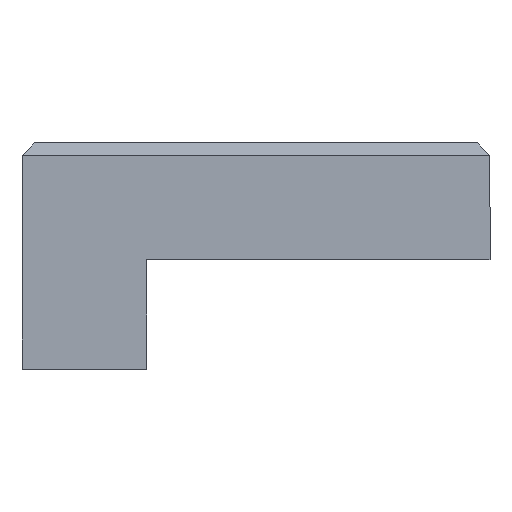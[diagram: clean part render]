
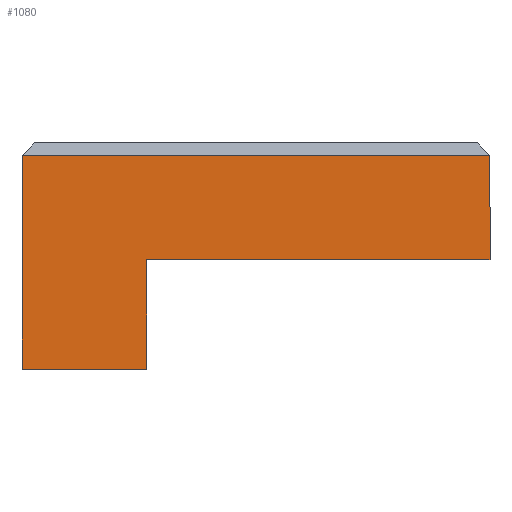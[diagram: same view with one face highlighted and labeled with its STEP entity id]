
A CAD part, left-side view. The second image highlights one B-rep face of the part: STEP entity #1080.
In plain terms, the highlighted planar face has unit normal (-1, 0, 0).
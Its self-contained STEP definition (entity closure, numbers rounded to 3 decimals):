
#2 = LINE ( 'NONE', #927, #1201 ) ;
#38 = DIRECTION ( 'NONE',  ( 0., 0., 1. ) ) ;
#41 = LINE ( 'NONE', #628, #662 ) ;
#56 = CARTESIAN_POINT ( 'NONE',  ( -184., 4., 7.25 ) ) ;
#87 = CARTESIAN_POINT ( 'NONE',  ( -184., 7.5, 7.25 ) ) ;
#97 = VERTEX_POINT ( 'NONE', #1178 ) ;
#123 = CARTESIAN_POINT ( 'NONE',  ( -184., 7.5, 7.25 ) ) ;
#156 = VERTEX_POINT ( 'NONE', #1196 ) ;
#171 = EDGE_CURVE ( 'NONE', #97, #565, #41, .T. ) ;
#175 = VECTOR ( 'NONE', #907, 1000. ) ;
#176 = ORIENTED_EDGE ( 'NONE', *, *, #746, .T. ) ;
#244 = ORIENTED_EDGE ( 'NONE', *, *, #367, .F. ) ;
#247 = VECTOR ( 'NONE', #669, 1000. ) ;
#255 = CARTESIAN_POINT ( 'NONE',  ( -184., 7.5, 3.75 ) ) ;
#294 = LINE ( 'NONE', #87, #247 ) ;
#312 = ORIENTED_EDGE ( 'NONE', *, *, #171, .F. ) ;
#326 = EDGE_CURVE ( 'NONE', #156, #496, #912, .T. ) ;
#344 = VERTEX_POINT ( 'NONE', #586 ) ;
#367 = EDGE_CURVE ( 'NONE', #880, #344, #982, .T. ) ;
#393 = FACE_OUTER_BOUND ( 'NONE', #961, .T. ) ;
#496 = VERTEX_POINT ( 'NONE', #1009 ) ;
#504 = AXIS2_PLACEMENT_3D ( 'NONE', #123, #1143, #858 ) ;
#552 = ORIENTED_EDGE ( 'NONE', *, *, #326, .T. ) ;
#565 = VERTEX_POINT ( 'NONE', #56 ) ;
#586 = CARTESIAN_POINT ( 'NONE',  ( -184., 0., 0.4 ) ) ;
#587 = PLANE ( 'NONE',  #504 ) ;
#628 = CARTESIAN_POINT ( 'NONE',  ( -184., 4., 3.75 ) ) ;
#635 = CARTESIAN_POINT ( 'NONE',  ( -184., 0., 7.25 ) ) ;
#652 = EDGE_CURVE ( 'NONE', #880, #565, #294, .T. ) ;
#662 = VECTOR ( 'NONE', #38, 1000. ) ;
#669 = DIRECTION ( 'NONE',  ( 0., 1., 0. ) ) ;
#746 = EDGE_CURVE ( 'NONE', #97, #156, #913, .T. ) ;
#858 = DIRECTION ( 'NONE',  ( 0., 0., -1. ) ) ;
#868 = CARTESIAN_POINT ( 'NONE',  ( -184., 0., 7.25 ) ) ;
#880 = VERTEX_POINT ( 'NONE', #635 ) ;
#881 = DIRECTION ( 'NONE',  ( 0., 0., -1. ) ) ;
#907 = DIRECTION ( 'NONE',  ( 0., 1., 0. ) ) ;
#912 = LINE ( 'NONE', #1081, #959 ) ;
#913 = LINE ( 'NONE', #255, #175 ) ;
#927 = CARTESIAN_POINT ( 'NONE',  ( -184., 7.5, 0.4 ) ) ;
#935 = ORIENTED_EDGE ( 'NONE', *, *, #983, .T. ) ;
#959 = VECTOR ( 'NONE', #881, 1000. ) ;
#961 = EDGE_LOOP ( 'NONE', ( #552, #935, #244, #992, #312, #176 ) ) ;
#982 = LINE ( 'NONE', #868, #1018 ) ;
#983 = EDGE_CURVE ( 'NONE', #496, #344, #2, .T. ) ;
#992 = ORIENTED_EDGE ( 'NONE', *, *, #652, .T. ) ;
#1009 = CARTESIAN_POINT ( 'NONE',  ( -184., 15., 0.4 ) ) ;
#1018 = VECTOR ( 'NONE', #1175, 1000. ) ;
#1080 = ADVANCED_FACE ( 'NONE', ( #393 ), #587, .T. ) ;
#1081 = CARTESIAN_POINT ( 'NONE',  ( -184., 15., 7.25 ) ) ;
#1143 = DIRECTION ( 'NONE',  ( -1., 0., 0. ) ) ;
#1175 = DIRECTION ( 'NONE',  ( 0., 0., -1. ) ) ;
#1178 = CARTESIAN_POINT ( 'NONE',  ( -184., 4., 3.75 ) ) ;
#1196 = CARTESIAN_POINT ( 'NONE',  ( -184., 15., 3.75 ) ) ;
#1201 = VECTOR ( 'NONE', #1220, 1000. ) ;
#1220 = DIRECTION ( 'NONE',  ( 0., -1., 0. ) ) ;
